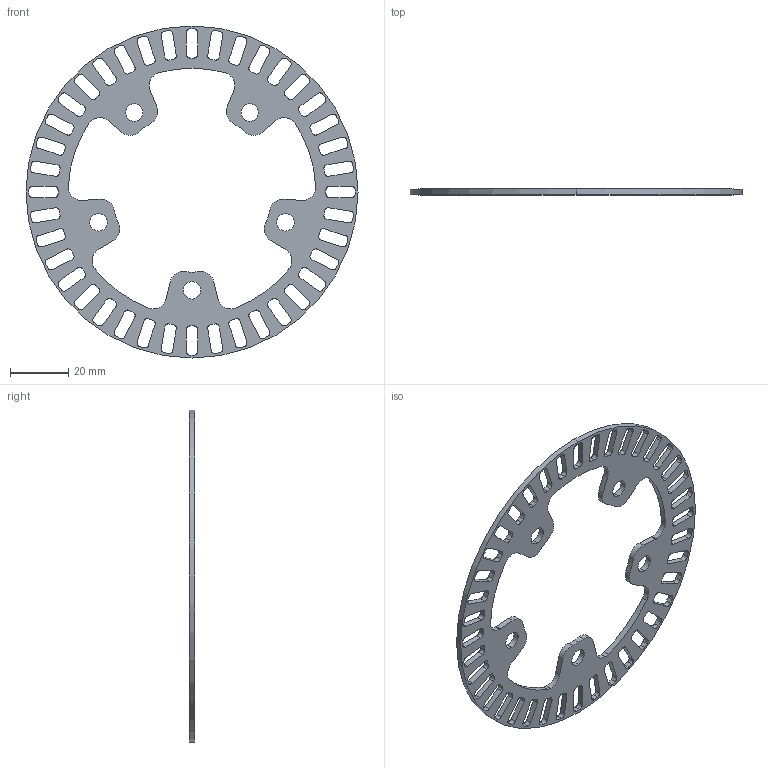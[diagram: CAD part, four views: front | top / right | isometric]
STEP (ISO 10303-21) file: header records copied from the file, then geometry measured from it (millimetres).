
FILE_DESCRIPTION (( 'STEP AP214' ), '1' );
FILE_NAME ('Cible pour capteur bas.STEP', '2022-06-29T15:26:44', ( '' ), ( '' ), 'SwSTEP 2.0', 'SolidWorks 2020', '' );
FILE_SCHEMA (( 'AUTOMOTIVE_DESIGN' ));
Length unit declared in the file: millimetre
Products named in the file (1): Cible pour capteur bas
Bounding box: 114 x 2 x 114 mm (x, y, z)
Volume: 8218.4 mm3; surface area: 11877.5 mm2
Topology: 1 solids, 1 shells, 417 faces, 1245 edges, 830 vertices
Faces by surface type: cylinder 245, plane 172
Entity records: 14427 total; most frequent: DIRECTION 2571, CARTESIAN_POINT 2493, ORIENTED_EDGE 2490, EDGE_CURVE 1245, AXIS2_PLACEMENT_3D 908, VERTEX_POINT 830, VECTOR 755, LINE 755
